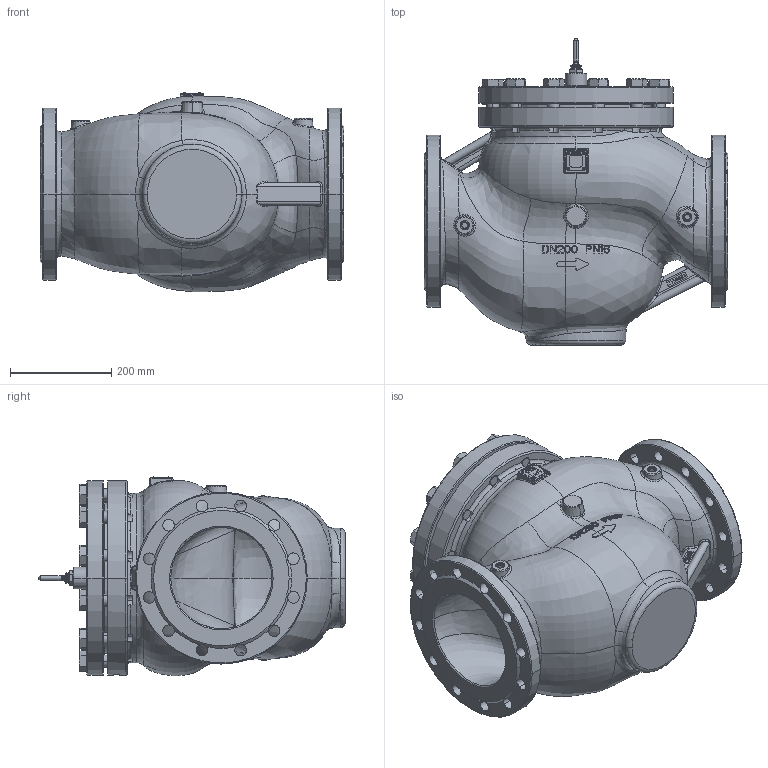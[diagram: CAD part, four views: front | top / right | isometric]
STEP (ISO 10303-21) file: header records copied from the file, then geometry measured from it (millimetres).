
FILE_DESCRIPTION((''),'2;1');
FILE_NAME('065B5505_VFG22_PN16_DN200_ASM_ASM','2018-02-16T',('U258099'),('Danfoss'),'CREO PARAMETRIC BY PTC INC, 2015480','CREO PARAMETRIC BY PTC INC, 2015480','');
FILE_SCHEMA(('CONFIG_CONTROL_DESIGN'));
Products named in the file (10): 88650050_VALVE_BODY_VFG_DN200_1; 88650750_VALVE_COVER_VFG_DN200_; 88652440_CONICAL_INS_DN150_200_; 88651440_CON_INS_SUB_DN150-200__ASM; 88652230_VFG_STEM_DN200_1; 5184027_1; LABEL_PLATE_37X37_1; 5589607_1; 065B5505_VFG22_PN16_DN200_ASM_1_ASM; 065B5505_VFG22_PN16_DN200_ASM_ASM
Assembly tree (23 placements, depth 4):
  065B5505_VFG22_PN16_DN200_ASM_ASM
    065B5505_VFG22_PN16_DN200_ASM_1_ASM
      88650050_VALVE_BODY_VFG_DN200_1
      88650750_VALVE_COVER_VFG_DN200_
      88651440_CON_INS_SUB_DN150-200__ASM
        88652440_CONICAL_INS_DN150_200_
      88652230_VFG_STEM_DN200_1
      5184027_1  x12
      LABEL_PLATE_37X37_1
      5589607_1  x4
Bounding box: 600 x 606 x 393.95 mm (x, y, z)
Surface area: 2394108.3 mm2 (no closed solid volume)
Topology: 0 solids, 21 shells, 2575 faces, 7057 edges, 4582 vertices
Faces by surface type: plane 1576, cylinder 352, bspline 251, cone 222, torus 119, extrusion 45, sphere 8, revolution 2
Entity records: 109935 total; most frequent: CARTESIAN_POINT 53622, ORIENTED_EDGE 12874, DIRECTION 9886, EDGE_CURVE 6437, VERTEX_POINT 4231, VECTOR 3536, LINE 3491, AXIS2_PLACEMENT_3D 3174
